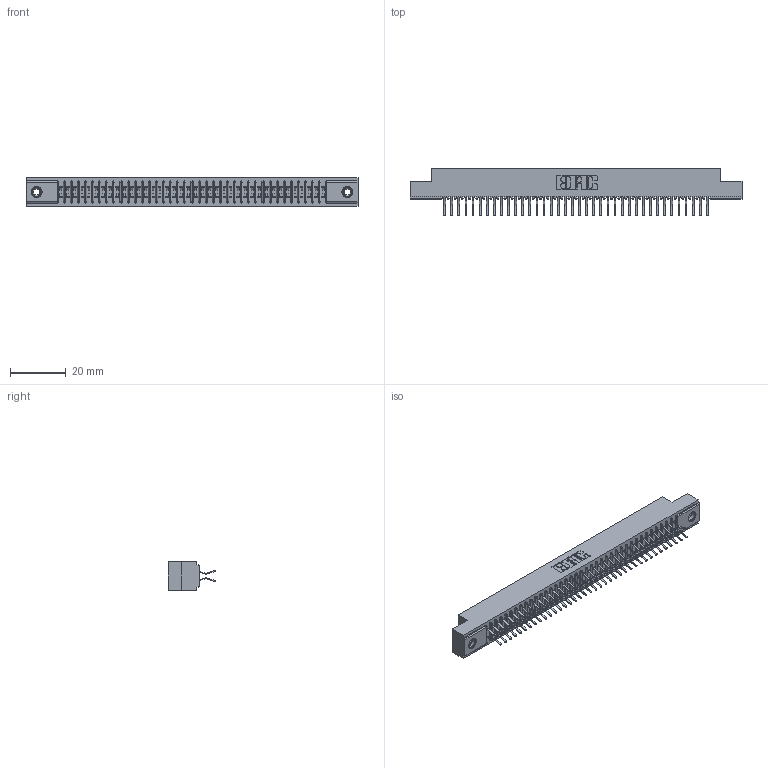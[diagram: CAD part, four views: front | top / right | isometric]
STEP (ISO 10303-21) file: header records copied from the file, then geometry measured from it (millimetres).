
FILE_DESCRIPTION (( 'STEP AP203' ), '1' );
FILE_NAME ('391-076-556-208.STEP', '2018-08-09T15:08:22', ( '' ), ( '' ), 'SwSTEP 2.0', 'SolidWorks 2016', '' );
FILE_SCHEMA (( 'CONFIG_CONTROL_DESIGN' ));
Length unit declared in the file: inch
Products named in the file (4): 391-076-556-208; 341 Part_.156 (3.96) Dia Mounting Holes; 341-292-001_341-292-156; 345-250-001_345-250-003-102
Assembly tree (79 placements, depth 2):
  391-076-556-208
    341 Part_.156 (3.96) Dia Mounting Holes
    341-292-001_341-292-156  x76
    345-250-001_345-250-003-102  x2
Bounding box: 118.75 x 17.07 x 10.16 mm (x, y, z)
Volume: 8782.9 mm3; surface area: 15664.9 mm2
Topology: 79 solids, 79 shells, 5496 faces, 15918 edges, 10322 vertices
Faces by surface type: plane 3140, cylinder 2188, sphere 78, torus 78, cone 12
Entity records: 47846 total; most frequent: CARTESIAN_POINT 7937, ORIENTED_EDGE 7880, DIRECTION 7720, EDGE_CURVE 3940, LINE 3170, VECTOR 3170, VERTEX_POINT 2492, AXIS2_PLACEMENT_3D 2275
